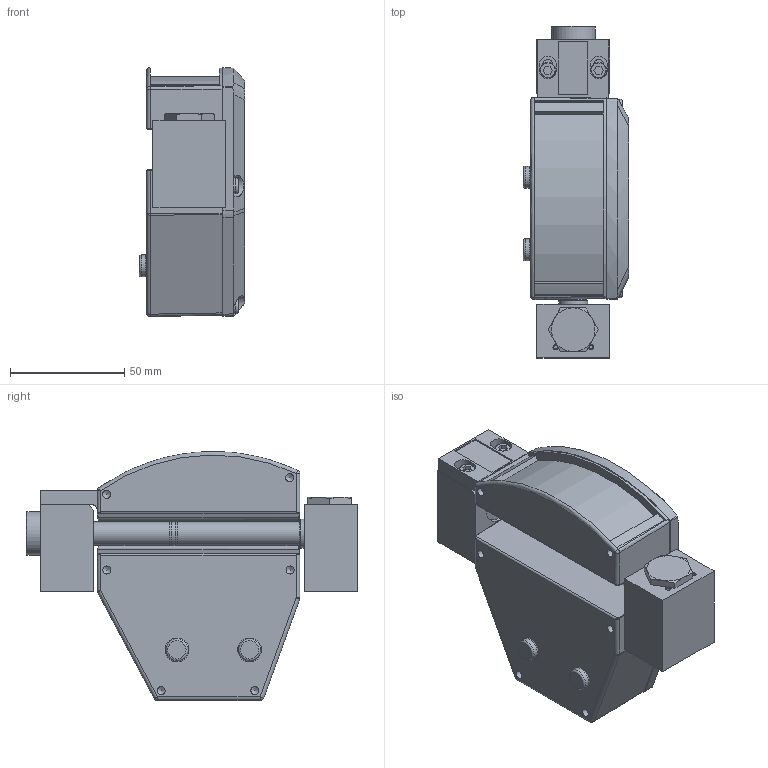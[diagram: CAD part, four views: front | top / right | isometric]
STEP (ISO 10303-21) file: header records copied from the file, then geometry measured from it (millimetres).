
FILE_DESCRIPTION(/* description */ (''),/* implementation_level */ '2;1');
FILE_NAME(/* name */ '',/* time_stamp */ '2014-08-25T08:54:05+02:00',/* author */ (''),/* organization */ (''),/* preprocessor_version */ 'ST-DEVELOPER v14',/* originating_system */ 'SIEMENS PLM Software NX 8.0',/* authorisation */ '');
FILE_SCHEMA (('CONFIG_CONTROL_DESIGN'));
Length unit declared in the file: millimetre
Products named in the file (1): 3750_std_ind_no_vlv
Bounding box: 46.05 x 145.06 x 108.86 mm (x, y, z)
Volume: 160154.1 mm3; surface area: 91913.6 mm2
Topology: 13 solids, 13 shells, 643 faces, 1593 edges, 1014 vertices
Faces by surface type: plane 253, cylinder 170, cone 98, bspline 76, torus 40, sphere 6
Full cylindrical faces by diameter (mm): 1.664 x2, 3.454 x4, 3.52 x8, 4.036 x2, 4.181 x6, 4.369 x4, 4.841 x2, 5.563 x1, 6.35 x1, 6.858 x6, 7.087 x1, 7.925 x1, 9.906 x1, 10.185 x2, 10.236 x1, 10.3 x1, 10.338 x3, 10.376 x1, 10.693 x2, 11.676 x3, 12.573 x1, 12.624 x1, 12.667 x1, 12.7 x1, 13.145 x1, 17.59 x1, 19.05 x2, 20.625 x1
Entity records: 20520 total; most frequent: CARTESIAN_POINT 6372, ORIENTED_EDGE 2824, DIRECTION 2809, EDGE_CURVE 1412, AXIS2_PLACEMENT_3D 1111, VERTEX_POINT 980, EDGE_LOOP 829, ADVANCED_FACE 643
